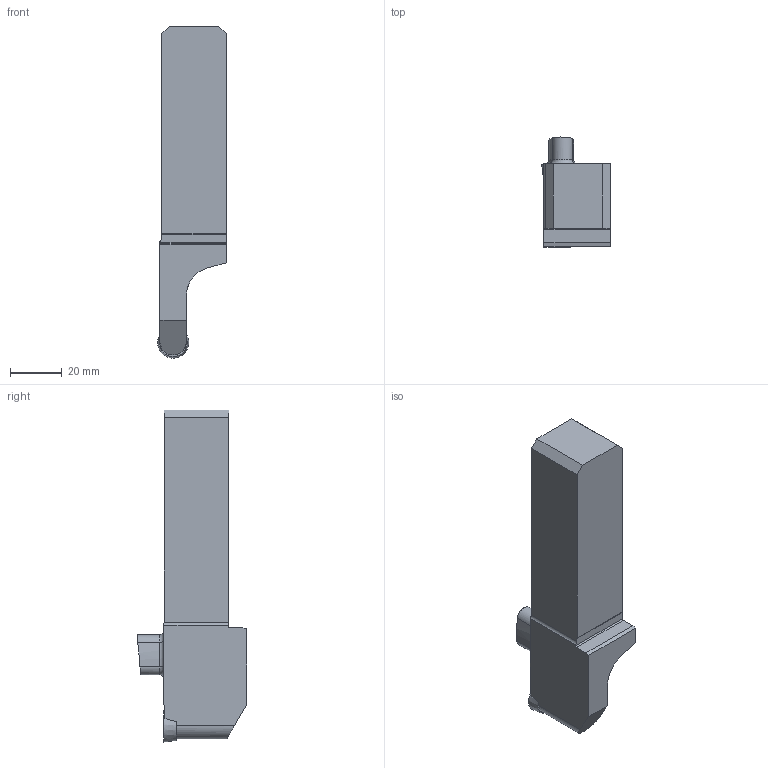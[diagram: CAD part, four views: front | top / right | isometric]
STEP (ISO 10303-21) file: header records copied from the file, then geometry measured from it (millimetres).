
FILE_DESCRIPTION(/* description */ (''),/* implementation_level */ '2;1');
FILE_NAME(/* name */ 'toolassembly_1.stp',/* time_stamp */ '2020-08-31T14:18:39+02:00',/* author */ (''),/* organization */ ('SMS'),/* preprocessor_version */ 'ST-DEVELOPER v16.7',/* originating_system */ 'SIEMENS PLM Software NX 12.0',/* authorisation */ '');
FILE_SCHEMA (('AUTOMOTIVE_DESIGN { 1 0 10303 214 3 1 1 1 }'));
Length unit declared in the file: millimetre
Products named in the file (4): ASSEMBLY_CONSTRUCTION; IsoTurningInsert; NOCUT_20200831141514; TOOLASSEMBLY_1
Assembly tree (3 placements, depth 2):
  TOOLASSEMBLY_1
    NOCUT_20200831141514
    IsoTurningInsert
    ASSEMBLY_CONSTRUCTION
Bounding box: 26.48 x 42.36 x 127.98 mm (x, y, z)
Volume: 71357.4 mm3; surface area: 14065.3 mm2
Topology: 2 solids, 2 shells, 46 faces, 118 edges, 81 vertices
Faces by surface type: plane 20, cylinder 15, torus 8, cone 3
Full cylindrical faces by diameter (mm): 4.4 x1
Entity records: 1629 total; most frequent: CARTESIAN_POINT 352, DIRECTION 252, ORIENTED_EDGE 224, EDGE_CURVE 112, AXIS2_PLACEMENT_3D 96, VERTEX_POINT 75, LINE 60, VECTOR 60
